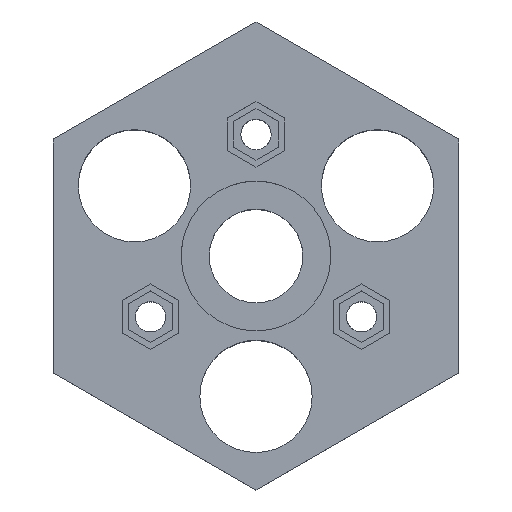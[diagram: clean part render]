
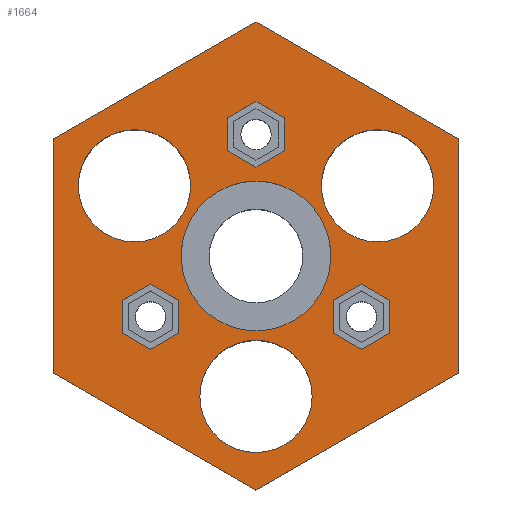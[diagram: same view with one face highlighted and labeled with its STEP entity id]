
A CAD part, top view. The second image highlights one B-rep face of the part: STEP entity #1664.
In plain terms, the highlighted planar face has unit normal (0, 0, 1).
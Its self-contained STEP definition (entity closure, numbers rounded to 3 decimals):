
#1026 = VERTEX_POINT('',#1027);
#1027 = CARTESIAN_POINT('',(6.,-15.,0.));
#1033 = EDGE_CURVE('',#1026,#1026,#1034,.T.);
#1034 = CIRCLE('',#1035,6.);
#1035 = AXIS2_PLACEMENT_3D('',#1036,#1037,#1038);
#1036 = CARTESIAN_POINT('',(0.,-15.,0.));
#1037 = DIRECTION('',(0.,0.,-1.));
#1038 = DIRECTION('',(1.,0.,0.));
#1317 = VERTEX_POINT('',#1318);
#1318 = CARTESIAN_POINT('',(-6.99,7.5,0.));
#1324 = EDGE_CURVE('',#1317,#1317,#1325,.T.);
#1325 = CIRCLE('',#1326,6.);
#1326 = AXIS2_PLACEMENT_3D('',#1327,#1328,#1329);
#1327 = CARTESIAN_POINT('',(-12.99,7.5,0.));
#1328 = DIRECTION('',(0.,0.,-1.));
#1329 = DIRECTION('',(1.,0.,0.));
#1456 = VERTEX_POINT('',#1457);
#1457 = CARTESIAN_POINT('',(18.99,7.5,0.));
#1463 = EDGE_CURVE('',#1456,#1456,#1464,.T.);
#1464 = CIRCLE('',#1465,6.);
#1465 = AXIS2_PLACEMENT_3D('',#1466,#1467,#1468);
#1466 = CARTESIAN_POINT('',(12.99,7.5,0.));
#1467 = DIRECTION('',(0.,0.,-1.));
#1468 = DIRECTION('',(1.,0.,0.));
#1505 = VERTEX_POINT('',#1506);
#1506 = CARTESIAN_POINT('',(0.,-25.,0.));
#1514 = VERTEX_POINT('',#1515);
#1515 = CARTESIAN_POINT('',(-21.651,-12.5,0.));
#1521 = EDGE_CURVE('',#1505,#1514,#1522,.T.);
#1522 = LINE('',#1523,#1524);
#1523 = CARTESIAN_POINT('',(0.,-25.,0.));
#1524 = VECTOR('',#1525,1.);
#1525 = DIRECTION('',(-0.866,0.5,0.));
#1538 = VERTEX_POINT('',#1539);
#1539 = CARTESIAN_POINT('',(-21.651,12.5,0.));
#1545 = EDGE_CURVE('',#1514,#1538,#1546,.T.);
#1546 = LINE('',#1547,#1548);
#1547 = CARTESIAN_POINT('',(-21.651,-12.5,0.));
#1548 = VECTOR('',#1549,1.);
#1549 = DIRECTION('',(0.,1.,0.));
#1562 = VERTEX_POINT('',#1563);
#1563 = CARTESIAN_POINT('',(0.,25.,0.));
#1569 = EDGE_CURVE('',#1538,#1562,#1570,.T.);
#1570 = LINE('',#1571,#1572);
#1571 = CARTESIAN_POINT('',(-21.651,12.5,0.));
#1572 = VECTOR('',#1573,1.);
#1573 = DIRECTION('',(0.866,0.5,0.));
#1586 = VERTEX_POINT('',#1587);
#1587 = CARTESIAN_POINT('',(21.651,12.5,0.));
#1593 = EDGE_CURVE('',#1562,#1586,#1594,.T.);
#1594 = LINE('',#1595,#1596);
#1595 = CARTESIAN_POINT('',(0.,25.,0.));
#1596 = VECTOR('',#1597,1.);
#1597 = DIRECTION('',(0.866,-0.5,0.));
#1610 = VERTEX_POINT('',#1611);
#1611 = CARTESIAN_POINT('',(21.651,-12.5,0.));
#1617 = EDGE_CURVE('',#1586,#1610,#1618,.T.);
#1618 = LINE('',#1619,#1620);
#1619 = CARTESIAN_POINT('',(21.651,12.5,0.));
#1620 = VECTOR('',#1621,1.);
#1621 = DIRECTION('',(0.,-1.,0.));
#1634 = EDGE_CURVE('',#1610,#1505,#1635,.T.);
#1635 = LINE('',#1636,#1637);
#1636 = CARTESIAN_POINT('',(21.651,-12.5,0.));
#1637 = VECTOR('',#1638,1.);
#1638 = DIRECTION('',(-0.866,-0.5,0.));
#1664 = ADVANCED_FACE('',(#1665,#1673,#1676,#1726,#1729,#1740,#1790,
    #1840),#1843,.F.);
#1665 = FACE_BOUND('',#1666,.F.);
#1666 = EDGE_LOOP('',(#1667,#1668,#1669,#1670,#1671,#1672));
#1667 = ORIENTED_EDGE('',*,*,#1521,.T.);
#1668 = ORIENTED_EDGE('',*,*,#1545,.T.);
#1669 = ORIENTED_EDGE('',*,*,#1569,.T.);
#1670 = ORIENTED_EDGE('',*,*,#1593,.T.);
#1671 = ORIENTED_EDGE('',*,*,#1617,.T.);
#1672 = ORIENTED_EDGE('',*,*,#1634,.T.);
#1673 = FACE_BOUND('',#1674,.F.);
#1674 = EDGE_LOOP('',(#1675));
#1675 = ORIENTED_EDGE('',*,*,#1324,.F.);
#1676 = FACE_BOUND('',#1677,.F.);
#1677 = EDGE_LOOP('',(#1678,#1688,#1696,#1704,#1712,#1720));
#1678 = ORIENTED_EDGE('',*,*,#1679,.T.);
#1679 = EDGE_CURVE('',#1680,#1682,#1684,.T.);
#1680 = VERTEX_POINT('',#1681);
#1681 = CARTESIAN_POINT('',(0.,9.5,0.));
#1682 = VERTEX_POINT('',#1683);
#1683 = CARTESIAN_POINT('',(3.031,11.25,0.));
#1684 = LINE('',#1685,#1686);
#1685 = CARTESIAN_POINT('',(0.,9.5,0.));
#1686 = VECTOR('',#1687,1.);
#1687 = DIRECTION('',(0.866,0.5,0.));
#1688 = ORIENTED_EDGE('',*,*,#1689,.T.);
#1689 = EDGE_CURVE('',#1682,#1690,#1692,.T.);
#1690 = VERTEX_POINT('',#1691);
#1691 = CARTESIAN_POINT('',(3.031,14.75,0.));
#1692 = LINE('',#1693,#1694);
#1693 = CARTESIAN_POINT('',(3.031,11.25,0.));
#1694 = VECTOR('',#1695,1.);
#1695 = DIRECTION('',(0.,1.,0.));
#1696 = ORIENTED_EDGE('',*,*,#1697,.T.);
#1697 = EDGE_CURVE('',#1690,#1698,#1700,.T.);
#1698 = VERTEX_POINT('',#1699);
#1699 = CARTESIAN_POINT('',(0.,16.5,0.));
#1700 = LINE('',#1701,#1702);
#1701 = CARTESIAN_POINT('',(3.031,14.75,0.));
#1702 = VECTOR('',#1703,1.);
#1703 = DIRECTION('',(-0.866,0.5,0.));
#1704 = ORIENTED_EDGE('',*,*,#1705,.T.);
#1705 = EDGE_CURVE('',#1698,#1706,#1708,.T.);
#1706 = VERTEX_POINT('',#1707);
#1707 = CARTESIAN_POINT('',(-3.031,14.75,0.));
#1708 = LINE('',#1709,#1710);
#1709 = CARTESIAN_POINT('',(0.,16.5,0.));
#1710 = VECTOR('',#1711,1.);
#1711 = DIRECTION('',(-0.866,-0.5,0.));
#1712 = ORIENTED_EDGE('',*,*,#1713,.T.);
#1713 = EDGE_CURVE('',#1706,#1714,#1716,.T.);
#1714 = VERTEX_POINT('',#1715);
#1715 = CARTESIAN_POINT('',(-3.031,11.25,0.));
#1716 = LINE('',#1717,#1718);
#1717 = CARTESIAN_POINT('',(-3.031,14.75,0.));
#1718 = VECTOR('',#1719,1.);
#1719 = DIRECTION('',(0.,-1.,0.));
#1720 = ORIENTED_EDGE('',*,*,#1721,.T.);
#1721 = EDGE_CURVE('',#1714,#1680,#1722,.T.);
#1722 = LINE('',#1723,#1724);
#1723 = CARTESIAN_POINT('',(-3.031,11.25,0.));
#1724 = VECTOR('',#1725,1.);
#1725 = DIRECTION('',(0.866,-0.5,0.));
#1726 = FACE_BOUND('',#1727,.F.);
#1727 = EDGE_LOOP('',(#1728));
#1728 = ORIENTED_EDGE('',*,*,#1463,.F.);
#1729 = FACE_BOUND('',#1730,.F.);
#1730 = EDGE_LOOP('',(#1731));
#1731 = ORIENTED_EDGE('',*,*,#1732,.T.);
#1732 = EDGE_CURVE('',#1733,#1733,#1735,.T.);
#1733 = VERTEX_POINT('',#1734);
#1734 = CARTESIAN_POINT('',(8.,0.,0.));
#1735 = CIRCLE('',#1736,8.);
#1736 = AXIS2_PLACEMENT_3D('',#1737,#1738,#1739);
#1737 = CARTESIAN_POINT('',(0.,0.,0.));
#1738 = DIRECTION('',(0.,0.,1.));
#1739 = DIRECTION('',(1.,0.,0.));
#1740 = FACE_BOUND('',#1741,.F.);
#1741 = EDGE_LOOP('',(#1742,#1752,#1760,#1768,#1776,#1784));
#1742 = ORIENTED_EDGE('',*,*,#1743,.T.);
#1743 = EDGE_CURVE('',#1744,#1746,#1748,.T.);
#1744 = VERTEX_POINT('',#1745);
#1745 = CARTESIAN_POINT('',(-11.265,-9.988,0.));
#1746 = VERTEX_POINT('',#1747);
#1747 = CARTESIAN_POINT('',(-8.234,-8.238,0.));
#1748 = LINE('',#1749,#1750);
#1749 = CARTESIAN_POINT('',(-11.265,-9.988,0.));
#1750 = VECTOR('',#1751,1.);
#1751 = DIRECTION('',(0.866,0.5,0.));
#1752 = ORIENTED_EDGE('',*,*,#1753,.T.);
#1753 = EDGE_CURVE('',#1746,#1754,#1756,.T.);
#1754 = VERTEX_POINT('',#1755);
#1755 = CARTESIAN_POINT('',(-8.234,-4.738,0.));
#1756 = LINE('',#1757,#1758);
#1757 = CARTESIAN_POINT('',(-8.234,-8.238,0.));
#1758 = VECTOR('',#1759,1.);
#1759 = DIRECTION('',(0.,1.,0.));
#1760 = ORIENTED_EDGE('',*,*,#1761,.T.);
#1761 = EDGE_CURVE('',#1754,#1762,#1764,.T.);
#1762 = VERTEX_POINT('',#1763);
#1763 = CARTESIAN_POINT('',(-11.265,-2.988,0.));
#1764 = LINE('',#1765,#1766);
#1765 = CARTESIAN_POINT('',(-8.234,-4.738,0.));
#1766 = VECTOR('',#1767,1.);
#1767 = DIRECTION('',(-0.866,0.5,0.));
#1768 = ORIENTED_EDGE('',*,*,#1769,.T.);
#1769 = EDGE_CURVE('',#1762,#1770,#1772,.T.);
#1770 = VERTEX_POINT('',#1771);
#1771 = CARTESIAN_POINT('',(-14.296,-4.738,0.));
#1772 = LINE('',#1773,#1774);
#1773 = CARTESIAN_POINT('',(-11.265,-2.988,0.));
#1774 = VECTOR('',#1775,1.);
#1775 = DIRECTION('',(-0.866,-0.5,0.));
#1776 = ORIENTED_EDGE('',*,*,#1777,.T.);
#1777 = EDGE_CURVE('',#1770,#1778,#1780,.T.);
#1778 = VERTEX_POINT('',#1779);
#1779 = CARTESIAN_POINT('',(-14.296,-8.238,0.));
#1780 = LINE('',#1781,#1782);
#1781 = CARTESIAN_POINT('',(-14.296,-4.738,0.));
#1782 = VECTOR('',#1783,1.);
#1783 = DIRECTION('',(0.,-1.,0.));
#1784 = ORIENTED_EDGE('',*,*,#1785,.T.);
#1785 = EDGE_CURVE('',#1778,#1744,#1786,.T.);
#1786 = LINE('',#1787,#1788);
#1787 = CARTESIAN_POINT('',(-14.296,-8.238,0.));
#1788 = VECTOR('',#1789,1.);
#1789 = DIRECTION('',(0.866,-0.5,0.));
#1790 = FACE_BOUND('',#1791,.F.);
#1791 = EDGE_LOOP('',(#1792,#1802,#1810,#1818,#1826,#1834));
#1792 = ORIENTED_EDGE('',*,*,#1793,.T.);
#1793 = EDGE_CURVE('',#1794,#1796,#1798,.T.);
#1794 = VERTEX_POINT('',#1795);
#1795 = CARTESIAN_POINT('',(11.265,-9.988,0.));
#1796 = VERTEX_POINT('',#1797);
#1797 = CARTESIAN_POINT('',(14.296,-8.238,0.));
#1798 = LINE('',#1799,#1800);
#1799 = CARTESIAN_POINT('',(11.265,-9.988,0.));
#1800 = VECTOR('',#1801,1.);
#1801 = DIRECTION('',(0.866,0.5,0.));
#1802 = ORIENTED_EDGE('',*,*,#1803,.T.);
#1803 = EDGE_CURVE('',#1796,#1804,#1806,.T.);
#1804 = VERTEX_POINT('',#1805);
#1805 = CARTESIAN_POINT('',(14.296,-4.738,0.));
#1806 = LINE('',#1807,#1808);
#1807 = CARTESIAN_POINT('',(14.296,-8.238,0.));
#1808 = VECTOR('',#1809,1.);
#1809 = DIRECTION('',(0.,1.,0.));
#1810 = ORIENTED_EDGE('',*,*,#1811,.T.);
#1811 = EDGE_CURVE('',#1804,#1812,#1814,.T.);
#1812 = VERTEX_POINT('',#1813);
#1813 = CARTESIAN_POINT('',(11.265,-2.988,0.));
#1814 = LINE('',#1815,#1816);
#1815 = CARTESIAN_POINT('',(14.296,-4.738,0.));
#1816 = VECTOR('',#1817,1.);
#1817 = DIRECTION('',(-0.866,0.5,0.));
#1818 = ORIENTED_EDGE('',*,*,#1819,.T.);
#1819 = EDGE_CURVE('',#1812,#1820,#1822,.T.);
#1820 = VERTEX_POINT('',#1821);
#1821 = CARTESIAN_POINT('',(8.234,-4.738,0.));
#1822 = LINE('',#1823,#1824);
#1823 = CARTESIAN_POINT('',(11.265,-2.988,0.));
#1824 = VECTOR('',#1825,1.);
#1825 = DIRECTION('',(-0.866,-0.5,0.));
#1826 = ORIENTED_EDGE('',*,*,#1827,.T.);
#1827 = EDGE_CURVE('',#1820,#1828,#1830,.T.);
#1828 = VERTEX_POINT('',#1829);
#1829 = CARTESIAN_POINT('',(8.234,-8.238,0.));
#1830 = LINE('',#1831,#1832);
#1831 = CARTESIAN_POINT('',(8.234,-4.738,0.));
#1832 = VECTOR('',#1833,1.);
#1833 = DIRECTION('',(0.,-1.,0.));
#1834 = ORIENTED_EDGE('',*,*,#1835,.T.);
#1835 = EDGE_CURVE('',#1828,#1794,#1836,.T.);
#1836 = LINE('',#1837,#1838);
#1837 = CARTESIAN_POINT('',(8.234,-8.238,0.));
#1838 = VECTOR('',#1839,1.);
#1839 = DIRECTION('',(0.866,-0.5,0.));
#1840 = FACE_BOUND('',#1841,.F.);
#1841 = EDGE_LOOP('',(#1842));
#1842 = ORIENTED_EDGE('',*,*,#1033,.F.);
#1843 = PLANE('',#1844);
#1844 = AXIS2_PLACEMENT_3D('',#1845,#1846,#1847);
#1845 = CARTESIAN_POINT('',(0.,0.,0.));
#1846 = DIRECTION('',(0.,0.,-1.));
#1847 = DIRECTION('',(1.,0.,0.));
